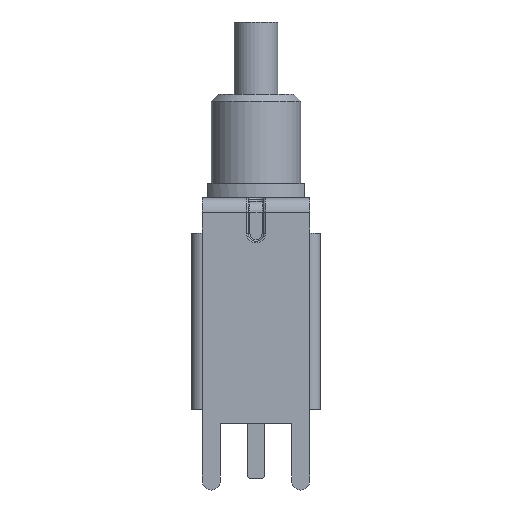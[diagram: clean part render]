
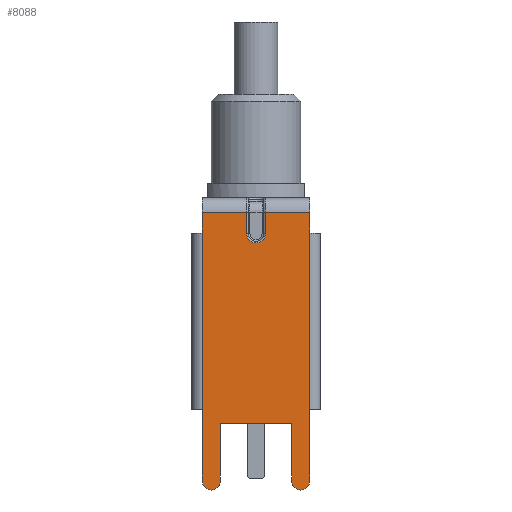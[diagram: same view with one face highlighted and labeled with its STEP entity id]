
A CAD part, left-side view. The second image highlights one B-rep face of the part: STEP entity #8088.
In plain terms, the highlighted planar face has unit normal (-1, 0, 0).
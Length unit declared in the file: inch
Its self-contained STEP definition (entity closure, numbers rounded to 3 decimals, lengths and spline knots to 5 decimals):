
#453=FACE_OUTER_BOUND('',#938,.T.);
#938=EDGE_LOOP('',(#5614,#5615,#5616,#5617,#5618,#5619,#5620,#5621,#5622,
#5623,#5624,#5625,#5626,#5627,#5628,#5629));
#1429=LINE('',#11684,#2247);
#1436=LINE('',#11703,#2254);
#1447=LINE('',#11732,#2265);
#1450=LINE('',#11739,#2268);
#1455=LINE('',#11753,#2273);
#1464=LINE('',#11776,#2282);
#1504=LINE('',#11880,#2322);
#1509=LINE('',#11893,#2327);
#1512=LINE('',#11915,#2330);
#1514=LINE('',#11933,#2332);
#1521=LINE('',#11950,#2339);
#1522=LINE('',#11951,#2340);
#1523=LINE('',#11952,#2341);
#2247=VECTOR('',#9367,0.3937);
#2254=VECTOR('',#9382,0.3937);
#2265=VECTOR('',#9413,0.3937);
#2268=VECTOR('',#9420,0.3937);
#2273=VECTOR('',#9433,0.3937);
#2282=VECTOR('',#9458,0.3937);
#2322=VECTOR('',#9560,0.3937);
#2327=VECTOR('',#9573,0.3937);
#2330=VECTOR('',#9600,0.3937);
#2332=VECTOR('',#9624,0.3937);
#2339=VECTOR('',#9641,0.3937);
#2340=VECTOR('',#9642,0.3937);
#2341=VECTOR('',#9643,0.3937);
#3045=CIRCLE('',#8617,0.025);
#3047=CIRCLE('',#8621,0.025);
#3059=CIRCLE('',#8640,0.02638);
#3349=VERTEX_POINT('',#11681);
#3350=VERTEX_POINT('',#11683);
#3357=VERTEX_POINT('',#11700);
#3358=VERTEX_POINT('',#11702);
#3366=VERTEX_POINT('',#11731);
#3368=VERTEX_POINT('',#11737);
#3373=VERTEX_POINT('',#11750);
#3379=VERTEX_POINT('',#11775);
#3410=VERTEX_POINT('',#11873);
#3412=VERTEX_POINT('',#11879);
#3414=VERTEX_POINT('',#11885);
#3416=VERTEX_POINT('',#11891);
#3419=VERTEX_POINT('',#11901);
#3422=VERTEX_POINT('',#11911);
#3425=VERTEX_POINT('',#11921);
#3428=VERTEX_POINT('',#11928);
#4131=EDGE_CURVE('',#3349,#3350,#1429,.T.);
#4140=EDGE_CURVE('',#3357,#3358,#1436,.T.);
#4155=EDGE_CURVE('',#3358,#3366,#1447,.T.);
#4159=EDGE_CURVE('',#3368,#3357,#1450,.T.);
#4166=EDGE_CURVE('',#3350,#3373,#1455,.T.);
#4177=EDGE_CURVE('',#3373,#3379,#1464,.T.);
#4226=EDGE_CURVE('',#3379,#3410,#3045,.T.);
#4229=EDGE_CURVE('',#3410,#3412,#1504,.T.);
#4233=EDGE_CURVE('',#3414,#3368,#3047,.T.);
#4236=EDGE_CURVE('',#3416,#3414,#1509,.T.);
#4247=EDGE_CURVE('',#3419,#3422,#1512,.T.);
#4252=EDGE_CURVE('',#3422,#3425,#3059,.T.);
#4256=EDGE_CURVE('',#3425,#3428,#1514,.T.);
#4265=EDGE_CURVE('',#3419,#3366,#1521,.T.);
#4266=EDGE_CURVE('',#3412,#3416,#1522,.T.);
#4267=EDGE_CURVE('',#3349,#3428,#1523,.T.);
#5614=ORIENTED_EDGE('',*,*,#4256,.F.);
#5615=ORIENTED_EDGE('',*,*,#4252,.F.);
#5616=ORIENTED_EDGE('',*,*,#4247,.F.);
#5617=ORIENTED_EDGE('',*,*,#4265,.T.);
#5618=ORIENTED_EDGE('',*,*,#4155,.F.);
#5619=ORIENTED_EDGE('',*,*,#4140,.F.);
#5620=ORIENTED_EDGE('',*,*,#4159,.F.);
#5621=ORIENTED_EDGE('',*,*,#4233,.F.);
#5622=ORIENTED_EDGE('',*,*,#4236,.F.);
#5623=ORIENTED_EDGE('',*,*,#4266,.F.);
#5624=ORIENTED_EDGE('',*,*,#4229,.F.);
#5625=ORIENTED_EDGE('',*,*,#4226,.F.);
#5626=ORIENTED_EDGE('',*,*,#4177,.F.);
#5627=ORIENTED_EDGE('',*,*,#4166,.F.);
#5628=ORIENTED_EDGE('',*,*,#4131,.F.);
#5629=ORIENTED_EDGE('',*,*,#4267,.T.);
#7816=PLANE('',#8650);
#8088=ADVANCED_FACE('',(#453),#7816,.F.);
#8617=AXIS2_PLACEMENT_3D('',#11874,#9554,#9555);
#8621=AXIS2_PLACEMENT_3D('',#11887,#9567,#9568);
#8640=AXIS2_PLACEMENT_3D('',#11925,#9612,#9613);
#8650=AXIS2_PLACEMENT_3D('',#11949,#9639,#9640);
#9367=DIRECTION('',(0.,0.,-1.));
#9382=DIRECTION('',(0.,0.,1.));
#9413=DIRECTION('',(0.,0.,1.));
#9420=DIRECTION('',(0.,0.,1.));
#9433=DIRECTION('',(0.,0.,-1.));
#9458=DIRECTION('',(0.,0.,-1.));
#9554=DIRECTION('center_axis',(1.,0.,0.));
#9555=DIRECTION('ref_axis',(0.,-1.,0.));
#9560=DIRECTION('',(0.,0.,1.));
#9567=DIRECTION('center_axis',(1.,0.,0.));
#9568=DIRECTION('ref_axis',(0.,-1.,0.));
#9573=DIRECTION('',(0.,0.,-1.));
#9600=DIRECTION('',(0.,0.,-1.));
#9612=DIRECTION('center_axis',(-1.,0.,0.));
#9613=DIRECTION('ref_axis',(0.,0.,
-1.));
#9624=DIRECTION('',(0.,0.,1.));
#9639=DIRECTION('center_axis',(1.,0.,0.));
#9640=DIRECTION('ref_axis',(0.,0.,
-1.));
#9641=DIRECTION('',(0.,1.,0.));
#9642=DIRECTION('',(0.,1.,0.));
#9643=DIRECTION('',(0.,1.,0.));
#11681=CARTESIAN_POINT('',(-0.38504,-0.15,0.39055));
#11683=CARTESIAN_POINT('',(-0.38504,-0.15,0.33228));
#11684=CARTESIAN_POINT('',(-0.38504,-0.15,0.41063));
#11700=CARTESIAN_POINT('',(-0.38504,0.15,-0.15984));
#11702=CARTESIAN_POINT('',(-0.38504,0.15,0.33228));
#11703=CARTESIAN_POINT('',(-0.38504,0.15,-0.36024));
#11731=CARTESIAN_POINT('',(-0.38504,0.15,0.39055));
#11732=CARTESIAN_POINT('',(-0.38504,0.15,-0.36024));
#11737=CARTESIAN_POINT('',(-0.38504,0.15,-0.36024));
#11739=CARTESIAN_POINT('',(-0.38504,0.15,-0.36024));
#11750=CARTESIAN_POINT('',(-0.38504,-0.15,-0.15984));
#11753=CARTESIAN_POINT('',(-0.38504,-0.15,0.41063));
#11775=CARTESIAN_POINT('',(-0.38504,-0.15,-0.36024));
#11776=CARTESIAN_POINT('',(-0.38504,-0.15,0.41063));
#11873=CARTESIAN_POINT('',(-0.38504,-0.1,-0.36024));
#11874=CARTESIAN_POINT('Origin',(-0.38504,-0.125,
-0.36024));
#11879=CARTESIAN_POINT('',(-0.38504,-0.1,-0.19921));
#11880=CARTESIAN_POINT('',(-0.38504,-0.1,-0.36024));
#11885=CARTESIAN_POINT('',(-0.38504,0.1,-0.36024));
#11887=CARTESIAN_POINT('Origin',(-0.38504,0.125,-0.36024));
#11891=CARTESIAN_POINT('',(-0.38504,0.1,-0.19921));
#11893=CARTESIAN_POINT('',(-0.38504,0.1,-0.19921));
#11901=CARTESIAN_POINT('',(-0.38504,0.02638,0.39055));
#11911=CARTESIAN_POINT('',(-0.38504,0.02638,0.3315));
#11915=CARTESIAN_POINT('',(-0.38504,0.02638,0.2186));
#11921=CARTESIAN_POINT('',(-0.38504,-0.02638,0.3315));
#11925=CARTESIAN_POINT('Origin',(-0.38504,0.,
0.3315));
#11928=CARTESIAN_POINT('',(-0.38504,-0.02638,0.39055));
#11933=CARTESIAN_POINT('',(-0.38504,-0.02638,0.24813));
#11949=CARTESIAN_POINT('Origin',(-0.38504,0.,
0.10571));
#11950=CARTESIAN_POINT('',(-0.38504,0.075,0.39055));
#11951=CARTESIAN_POINT('',(-0.38504,-0.15,-0.19921));
#11952=CARTESIAN_POINT('',(-0.38504,0.075,0.39055));
